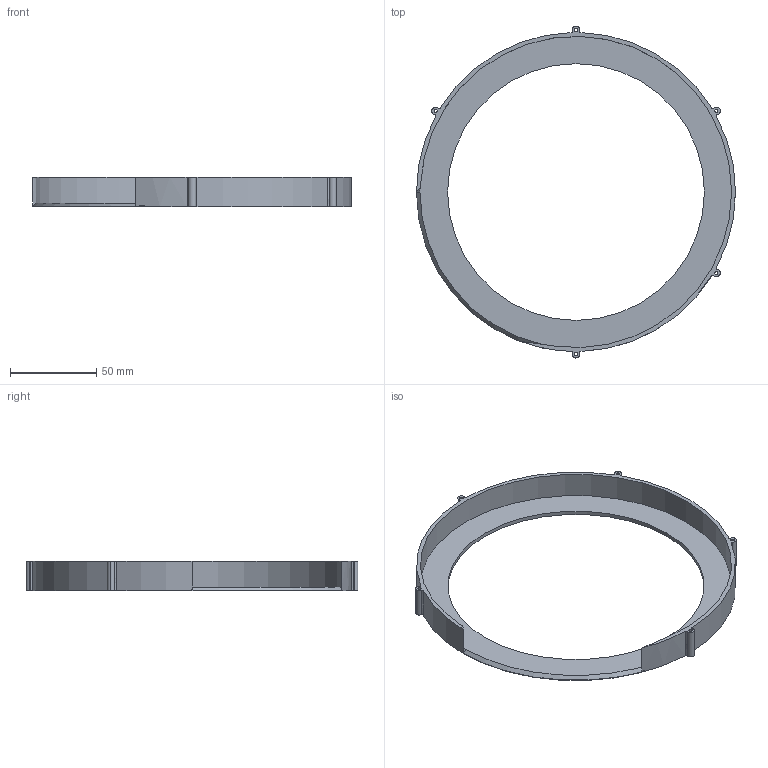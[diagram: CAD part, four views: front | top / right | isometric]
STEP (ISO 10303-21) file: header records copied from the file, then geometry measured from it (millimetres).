
FILE_DESCRIPTION (( 'STEP AP214' ), '1' );
FILE_NAME ('唅蛌极俋褲.STEP', '2023-07-06T13:54:28', ( '' ), ( '' ), 'SwSTEP 2.0', 'SolidWorks 2023', '' );
FILE_SCHEMA (( 'AUTOMOTIVE_DESIGN' ));
Length unit declared in the file: millimetre
Products named in the file (1): 旋转体外壳
Bounding box: 184.5 x 192 x 17.25 mm (x, y, z)
Volume: 37325.1 mm3; surface area: 36063.4 mm2
Topology: 1 solids, 1 shells, 46 faces, 131 edges, 87 vertices
Faces by surface type: cylinder 29, bspline 11, plane 4, cone 2
Entity records: 2363 total; most frequent: CARTESIAN_POINT 1180, ORIENTED_EDGE 262, DIRECTION 217, EDGE_CURVE 131, AXIS2_PLACEMENT_3D 97, VERTEX_POINT 87, CIRCLE 61, EDGE_LOOP 58
